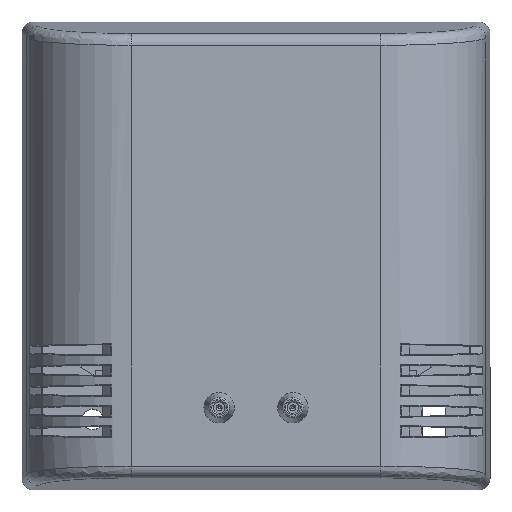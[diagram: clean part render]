
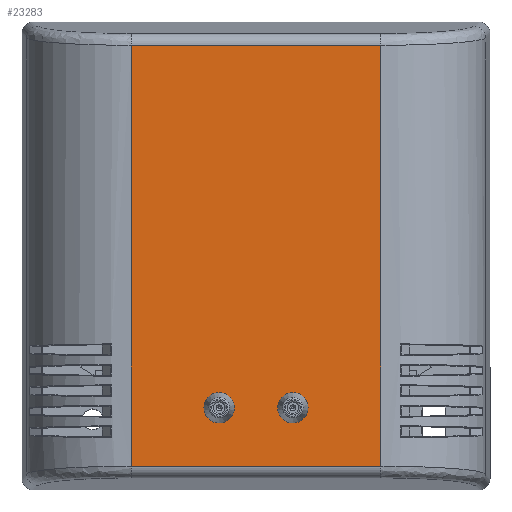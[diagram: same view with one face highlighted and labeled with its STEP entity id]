
A CAD part, top view. The second image highlights one B-rep face of the part: STEP entity #23283.
In plain terms, the highlighted face is planar.
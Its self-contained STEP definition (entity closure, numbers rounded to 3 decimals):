
#1106=FACE_BOUND('',#3391,.T.);
#1107=FACE_BOUND('',#3392,.T.);
#2002=FACE_OUTER_BOUND('',#3390,.T.);
#3390=EDGE_LOOP('',(#17803,#17804,#17805,#17806));
#3391=EDGE_LOOP('',(#17807));
#3392=EDGE_LOOP('',(#17808));
#4928=LINE('',#35323,#7079);
#4955=LINE('',#35434,#7106);
#5195=LINE('',#37299,#7346);
#5197=LINE('',#37339,#7348);
#7079=VECTOR('',#27899,10.);
#7106=VECTOR('',#27984,10.);
#7346=VECTOR('',#28606,10.);
#7348=VECTOR('',#28614,10.);
#8664=CIRCLE('',#24604,2.);
#8666=CIRCLE('',#24607,2.);
#9781=VERTEX_POINT('',#35239);
#9783=VERTEX_POINT('',#35245);
#9818=VERTEX_POINT('',#35317);
#9820=VERTEX_POINT('',#35321);
#9873=VERTEX_POINT('',#35430);
#9875=VERTEX_POINT('',#35433);
#12336=EDGE_CURVE('',#9781,#9781,#8664,.T.);
#12339=EDGE_CURVE('',#9783,#9783,#8666,.T.);
#12377=EDGE_CURVE('',#9820,#9818,#4928,.T.);
#12431=EDGE_CURVE('',#9873,#9875,#4955,.T.);
#12809=EDGE_CURVE('',#9818,#9873,#5195,.T.);
#12812=EDGE_CURVE('',#9875,#9820,#5197,.T.);
#17803=ORIENTED_EDGE('',*,*,#12809,.F.);
#17804=ORIENTED_EDGE('',*,*,#12377,.F.);
#17805=ORIENTED_EDGE('',*,*,#12812,.F.);
#17806=ORIENTED_EDGE('',*,*,#12431,.F.);
#17807=ORIENTED_EDGE('',*,*,#12336,.T.);
#17808=ORIENTED_EDGE('',*,*,#12339,.T.);
#21664=PLANE('',#24851);
#23283=ADVANCED_FACE('',(#2002,#1106,#1107),#21664,.T.);
#24604=AXIS2_PLACEMENT_3D('',#35240,#27830,#27831);
#24607=AXIS2_PLACEMENT_3D('',#35246,#27837,#27838);
#24851=AXIS2_PLACEMENT_3D('',#37338,#28612,#28613);
#27830=DIRECTION('center_axis',(0.,-1.,0.));
#27831=DIRECTION('ref_axis',(1.,0.,0.));
#27837=DIRECTION('center_axis',(0.,-1.,0.));
#27838=DIRECTION('ref_axis',(1.,0.,0.));
#27899=DIRECTION('',(0.,0.,1.));
#27984=DIRECTION('',(0.,0.,-1.));
#28606=DIRECTION('',(-1.,0.,0.));
#28612=DIRECTION('center_axis',(0.,1.,0.));
#28613=DIRECTION('ref_axis',(0.,0.,1.));
#28614=DIRECTION('',(1.,0.,0.));
#35239=CARTESIAN_POINT('',(44.3,25.,14.02));
#35240=CARTESIAN_POINT('Origin',(46.3,25.,14.02));
#35245=CARTESIAN_POINT('',(31.7,25.,14.02));
#35246=CARTESIAN_POINT('Origin',(33.7,25.,14.02));
#35317=CARTESIAN_POINT('',(61.319,25.,75.98));
#35321=CARTESIAN_POINT('',(61.319,25.,4.02));
#35323=CARTESIAN_POINT('',(61.319,25.,0.));
#35430=CARTESIAN_POINT('',(18.681,25.,75.98));
#35433=CARTESIAN_POINT('',(18.681,25.,4.02));
#35434=CARTESIAN_POINT('',(18.681,25.,0.));
#37299=CARTESIAN_POINT('',(20.,25.,75.98));
#37338=CARTESIAN_POINT('Origin',(0.,25.,0.));
#37339=CARTESIAN_POINT('',(20.,25.,4.02));
